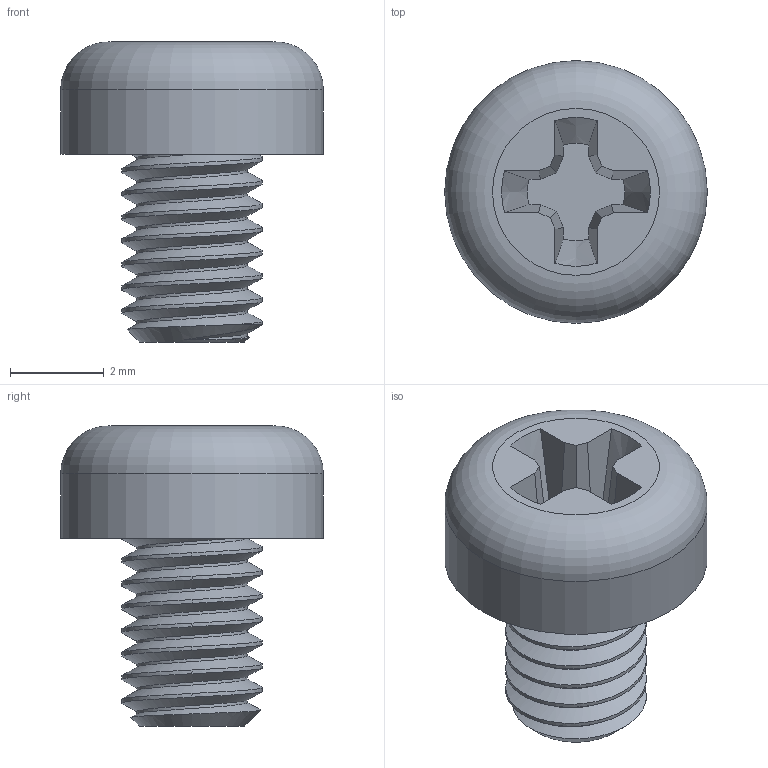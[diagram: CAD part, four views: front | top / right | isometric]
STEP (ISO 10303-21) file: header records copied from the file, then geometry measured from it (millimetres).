
FILE_DESCRIPTION(/* description */ ('STEP AP203'),/* implementation_level */ '2;1');
FILE_NAME(/* name */ 'screws_4mm_m3x0.5_ext.stp',/* time_stamp */ '2022-12-09T16:29:52+01:00',/* author */ ('Rik Ubaghs'),/* organization */ (''),/* preprocessor_version */ 'ST-DEVELOPER v18.1',/* originating_system */ 'Autodesk Inventor 2021',/* authorisation */ '');
FILE_SCHEMA (('AUTOMOTIVE_DESIGN { 1 0 10303 214 3 1 1 }'));
Length unit declared in the file: millimetre
Products named in the file (1): Bolts_4mm_M3x0.5_ext
Bounding box: 5.6 x 5.6 x 6.4 mm (x, y, z)
Volume: 70.9 mm3; surface area: 156.6 mm2
Topology: 1 solids, 1 shells, 38 faces, 106 edges, 72 vertices
Faces by surface type: plane 20, cylinder 9, cone 5, bspline 3, torus 1
Full cylindrical faces by diameter (mm): 3 x6, 5.6 x1
Entity records: 3858 total; most frequent: CARTESIAN_POINT 2894, ORIENTED_EDGE 212, DIRECTION 169, EDGE_CURVE 106, VERTEX_POINT 72, AXIS2_PLACEMENT_3D 58, LINE 53, VECTOR 53
